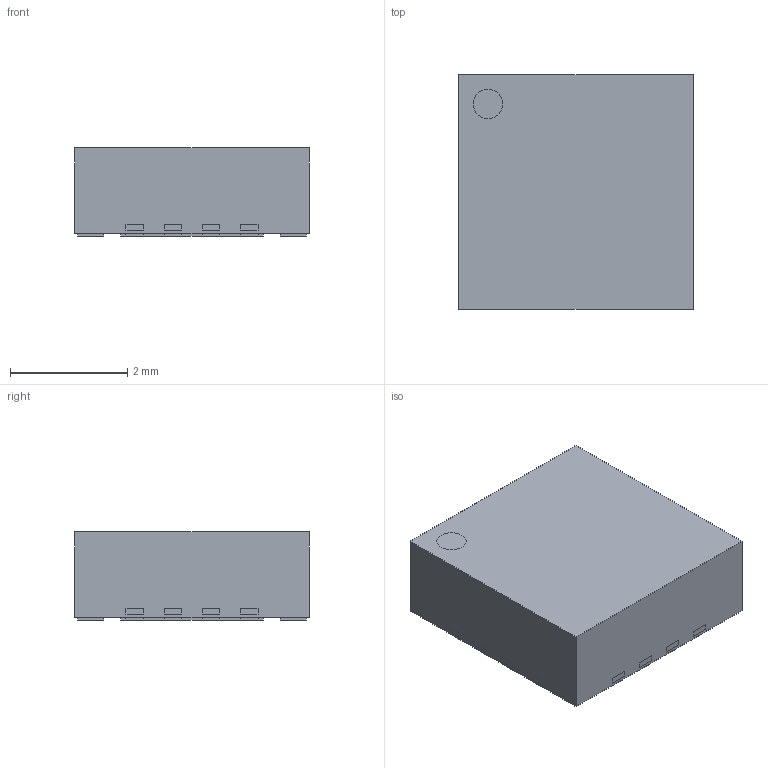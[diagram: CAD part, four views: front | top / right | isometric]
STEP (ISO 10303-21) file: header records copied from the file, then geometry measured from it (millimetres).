
FILE_DESCRIPTION((''),'2;1');
FILE_NAME('PQFN65P400X400X150-17N-S243.stp','2012-08-13T16:21:40',(''),(''),'Mechanical Desktop 2011','Mechanical Desktop 2011',', , ');
FILE_SCHEMA(('AUTOMOTIVE_DESIGN { 1 2 10303 214 1 1 1 1 }'));
Length unit declared in the file: millimetre
Products named in the file (1): Product
Bounding box: 4 x 4 x 1.5 mm (x, y, z)
Volume: 23.6 mm3; surface area: 81.2 mm2
Topology: 19 solids, 19 shells, 243 faces, 612 edges, 408 vertices
Faces by surface type: plane 127, bspline 112, cylinder 4
Entity records: 7239 total; most frequent: CARTESIAN_POINT 1600, ORIENTED_EDGE 1224, DIRECTION 884, EDGE_CURVE 612, VECTOR 604, LINE 604, VERTEX_POINT 408, EDGE_LOOP 276
